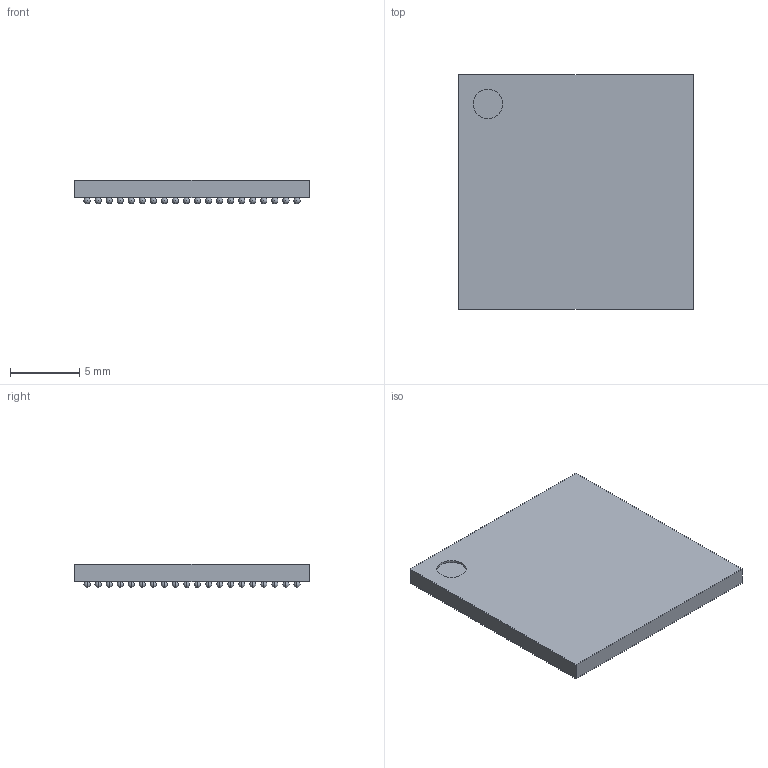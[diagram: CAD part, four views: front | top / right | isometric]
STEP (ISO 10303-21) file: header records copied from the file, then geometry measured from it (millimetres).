
FILE_DESCRIPTION (( 'STEP AP214' ), '1' );
FILE_NAME ('LFBGA-400_17x17mm_Layout20x20_P0.8mm.STEP', '2024-04-12T21:19:14', ( '' ), ( '' ), 'SwSTEP 2.0', 'SolidWorks 2023', '' );
FILE_SCHEMA (( 'AUTOMOTIVE_DESIGN' ));
Length unit declared in the file: millimetre
Products named in the file (4): LFBGA-400_17x17mm_Layout20x20_P0.8mm; Body.stp; LFBGA-400_17x17mm_Layout20x20_P0.8mm.stp; Array.stp
Assembly tree (3 placements, depth 3):
  LFBGA-400_17x17mm_Layout20x20_P0.8mm
    LFBGA-400_17x17mm_Layout20x20_P0.8mm.stp
      Array.stp
      Body.stp
Bounding box: 17 x 17 x 1.7 mm (x, y, z)
Volume: 379.7 mm3; surface area: 918.6 mm2
Topology: 401 solids, 401 shells, 809 faces, 2818 edges, 2012 vertices
Faces by surface type: sphere 800, plane 7, cylinder 2
Entity records: 19941 total; most frequent: DIRECTION 3254, CARTESIAN_POINT 2446, ORIENTED_EDGE 1636, AXIS2_PLACEMENT_3D 1620, EDGE_CURVE 818, VERTEX_POINT 812, EDGE_LOOP 810, FACE_OUTER_BOUND 809
